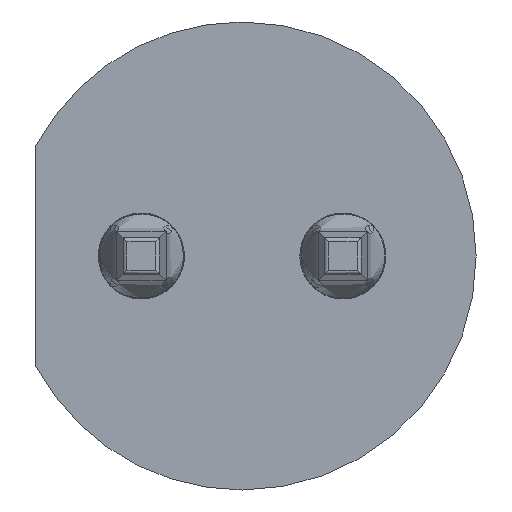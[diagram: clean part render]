
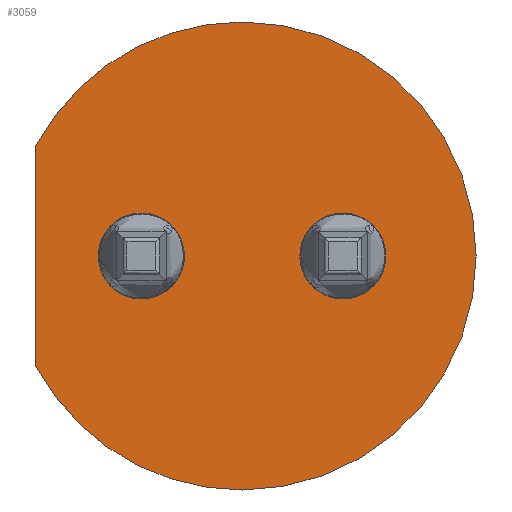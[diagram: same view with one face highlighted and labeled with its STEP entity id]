
A CAD part, front view. The second image highlights one B-rep face of the part: STEP entity #3059.
In plain terms, the highlighted planar face has unit normal (0, -1, 0).
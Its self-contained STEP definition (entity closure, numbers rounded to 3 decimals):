
#41 = VECTOR ( 'NONE', #2262, 1000. ) ;
#43 = AXIS2_PLACEMENT_3D ( 'NONE', #1281, #1561, #61 ) ;
#61 = DIRECTION ( 'NONE',  ( 0., 0., 1. ) ) ;
#79 = DIRECTION ( 'NONE',  ( 0., -1., 0. ) ) ;
#119 = VERTEX_POINT ( 'NONE', #1536 ) ;
#300 = DIRECTION ( 'NONE',  ( 0., 1., 0. ) ) ;
#323 = DIRECTION ( 'NONE',  ( 0., 0., 1. ) ) ;
#326 = EDGE_CURVE ( 'NONE', #119, #1082, #1980, .T. ) ;
#413 = VERTEX_POINT ( 'NONE', #2538 ) ;
#461 = CIRCLE ( 'NONE', #43, 2.95 ) ;
#470 = EDGE_CURVE ( 'NONE', #413, #634, #461, .T. ) ;
#506 = CARTESIAN_POINT ( 'NONE',  ( 0., 0., -2.95 ) ) ;
#634 = VERTEX_POINT ( 'NONE', #506 ) ;
#746 = PLANE ( 'NONE',  #1236 ) ;
#796 = CARTESIAN_POINT ( 'NONE',  ( 0., 0., 0. ) ) ;
#871 = ORIENTED_EDGE ( 'NONE', *, *, #1325, .T. ) ;
#1082 = VERTEX_POINT ( 'NONE', #2899 ) ;
#1158 = DIRECTION ( 'NONE',  ( 0., -1., 0. ) ) ;
#1236 = AXIS2_PLACEMENT_3D ( 'NONE', #2504, #300, #2701 ) ;
#1281 = CARTESIAN_POINT ( 'NONE',  ( 0., 0., 0. ) ) ;
#1325 = EDGE_CURVE ( 'NONE', #634, #119, #1964, .T. ) ;
#1428 = ORIENTED_EDGE ( 'NONE', *, *, #470, .T. ) ;
#1528 = CARTESIAN_POINT ( 'NONE',  ( -2.6, 0., 1.394 ) ) ;
#1536 = CARTESIAN_POINT ( 'NONE',  ( 0., 0., 2.95 ) ) ;
#1561 = DIRECTION ( 'NONE',  ( 0., -1., 0. ) ) ;
#1623 = EDGE_LOOP ( 'NONE', ( #1428, #871, #2019, #1755 ) ) ;
#1708 = AXIS2_PLACEMENT_3D ( 'NONE', #796, #79, #323 ) ;
#1755 = ORIENTED_EDGE ( 'NONE', *, *, #2155, .T. ) ;
#1901 = CARTESIAN_POINT ( 'NONE',  ( 0., 0., 0. ) ) ;
#1964 = CIRCLE ( 'NONE', #1708, 2.95 ) ;
#1980 = CIRCLE ( 'NONE', #2796, 2.95 ) ;
#2019 = ORIENTED_EDGE ( 'NONE', *, *, #326, .T. ) ;
#2155 = EDGE_CURVE ( 'NONE', #1082, #413, #2471, .T. ) ;
#2262 = DIRECTION ( 'NONE',  ( 0., 0., -1. ) ) ;
#2471 = LINE ( 'NONE', #1528, #41 ) ;
#2504 = CARTESIAN_POINT ( 'NONE',  ( 0., 0., 0. ) ) ;
#2538 = CARTESIAN_POINT ( 'NONE',  ( -2.6, 0., -1.394 ) ) ;
#2701 = DIRECTION ( 'NONE',  ( 1., 0., 0. ) ) ;
#2796 = AXIS2_PLACEMENT_3D ( 'NONE', #1901, #1158, #2865 ) ;
#2865 = DIRECTION ( 'NONE',  ( 0., 0., 1. ) ) ;
#2899 = CARTESIAN_POINT ( 'NONE',  ( -2.6, 0., 1.394 ) ) ;
#2935 = FACE_OUTER_BOUND ( 'NONE', #1623, .T. ) ;
#3059 = ADVANCED_FACE ( 'NONE', ( #2935 ), #746, .F. ) ;
